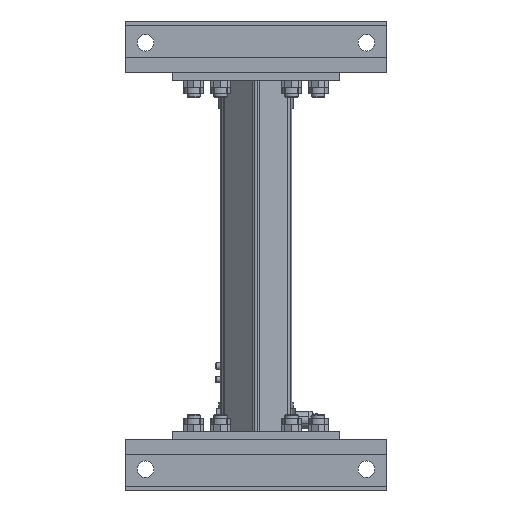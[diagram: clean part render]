
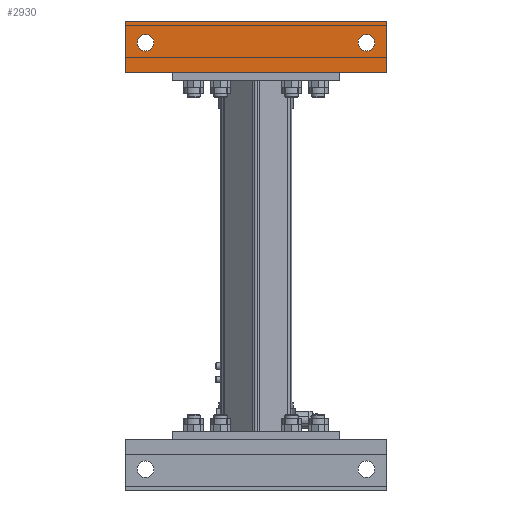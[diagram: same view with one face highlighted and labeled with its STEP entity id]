
A CAD part, left-side view. The second image highlights one B-rep face of the part: STEP entity #2930.
In plain terms, the highlighted face is planar.
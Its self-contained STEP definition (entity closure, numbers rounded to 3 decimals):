
#2930=ADVANCED_FACE('',(#5320,#5321,#5322),#5323,.T.);
#5320=FACE_BOUND('',#7557,.T.);
#5321=FACE_BOUND('',#7558,.T.);
#5322=FACE_OUTER_BOUND('',#7559,.T.);
#5323=PLANE('',#7560);
#7557=EDGE_LOOP('',(#11754));
#7558=EDGE_LOOP('',(#11755));
#7559=EDGE_LOOP('',(#11756,#11757,#11758,#11759));
#7560=AXIS2_PLACEMENT_3D('',#11760,#11761,#11762);
#11754=ORIENTED_EDGE('',*,*,#14113,.T.);
#11755=ORIENTED_EDGE('',*,*,#14377,.T.);
#11756=ORIENTED_EDGE('',*,*,#13432,.T.);
#11757=ORIENTED_EDGE('',*,*,#13600,.F.);
#11758=ORIENTED_EDGE('',*,*,#13606,.T.);
#11759=ORIENTED_EDGE('',*,*,#13959,.T.);
#11760=CARTESIAN_POINT('',(37.5,0.,0.));
#11761=DIRECTION('',(0.,-1.,0.));
#11762=DIRECTION('',(1.,0.,0.));
#13432=EDGE_CURVE('',#15658,#15656,#15659,.T.);
#13600=EDGE_CURVE('',#15915,#15656,#15917,.T.);
#13606=EDGE_CURVE('',#15915,#15923,#15925,.T.);
#13959=EDGE_CURVE('',#15923,#15658,#16421,.T.);
#14113=EDGE_CURVE('',#16629,#16629,#16630,.T.);
#14377=EDGE_CURVE('',#16947,#16947,#16948,.T.);
#15656=VERTEX_POINT('',#19646);
#15658=VERTEX_POINT('',#19649);
#15659=LINE('',#19650,#19651);
#15915=VERTEX_POINT('',#20205);
#15917=LINE('',#20208,#20209);
#15923=VERTEX_POINT('',#20216);
#15925=LINE('',#20219,#20220);
#16421=LINE('',#21776,#21777);
#16629=VERTEX_POINT('',#22247);
#16630=CIRCLE('',#22248,12.5);
#16947=VERTEX_POINT('',#23001);
#16948=CIRCLE('',#23002,12.5);
#19646=CARTESIAN_POINT('',(0.,0.,390.));
#19649=CARTESIAN_POINT('',(75.,0.,390.));
#19650=CARTESIAN_POINT('',(0.,0.,390.));
#19651=VECTOR('',#24097,1.);
#20205=CARTESIAN_POINT('',(0.,0.,0.));
#20208=CARTESIAN_POINT('',(0.,0.,0.));
#20209=VECTOR('',#24313,1.);
#20216=CARTESIAN_POINT('',(75.,0.,0.));
#20219=CARTESIAN_POINT('',(0.,0.,0.));
#20220=VECTOR('',#24322,1.);
#21776=CARTESIAN_POINT('',(75.,0.,0.));
#21777=VECTOR('',#24630,1.);
#22247=CARTESIAN_POINT('',(56.5,0.,30.));
#22248=AXIS2_PLACEMENT_3D('',#24809,#24810,#24811);
#23001=CARTESIAN_POINT('',(56.5,0.,360.));
#23002=AXIS2_PLACEMENT_3D('',#25011,#25012,#25013);
#24097=DIRECTION('',(-1.,0.,0.));
#24313=DIRECTION('',(0.,0.,1.));
#24322=DIRECTION('',(1.,0.,0.));
#24630=DIRECTION('',(0.,0.,1.));
#24809=CARTESIAN_POINT('',(44.,0.,30.));
#24810=DIRECTION('',(0.,1.,0.));
#24811=DIRECTION('',(1.,0.,0.));
#25011=CARTESIAN_POINT('',(44.,0.,360.));
#25012=DIRECTION('',(0.,1.,0.));
#25013=DIRECTION('',(1.,0.,0.));
